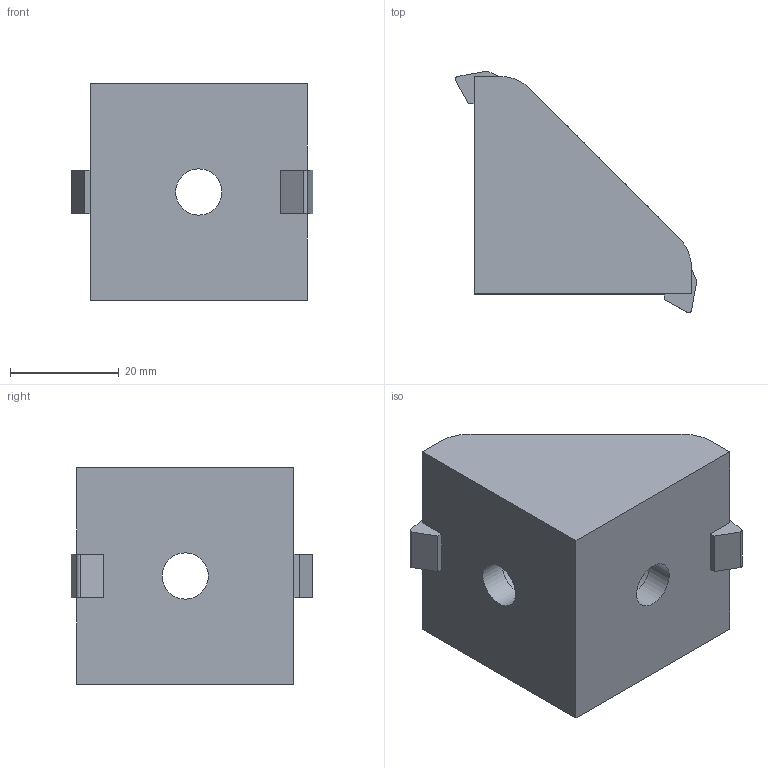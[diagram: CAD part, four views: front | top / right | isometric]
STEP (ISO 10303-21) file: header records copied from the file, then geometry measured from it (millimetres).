
FILE_DESCRIPTION(('STEP AP203'),'2;1');
FILE_NAME('30.014.00.stp','2011-03-21T16:13:46',(''),(''),'2009.3.110','THINKDESIGN','');
FILE_SCHEMA(('CONFIG_CONTROL_DESIGN'));
Length unit declared in the file: millimetre
Bounding box: 44.5 x 44.5 x 40 mm (x, y, z)
Volume: 38041.9 mm3; surface area: 9242.6 mm2
Topology: 1 solids, 1 shells, 32 faces, 92 edges, 63 vertices
Faces by surface type: plane 23, cylinder 9
Full cylindrical faces by diameter (mm): 8.5 x2, 13.5 x2
Entity records: 1326 total; most frequent: CARTESIAN_POINT 357, ORIENTED_EDGE 184, DIRECTION 178, EDGE_CURVE 92, VECTOR 64, LINE 64, VERTEX_POINT 63, AXIS2_PLACEMENT_3D 57
